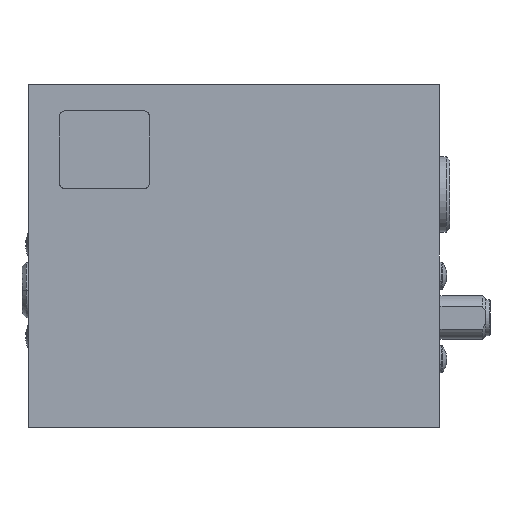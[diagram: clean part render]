
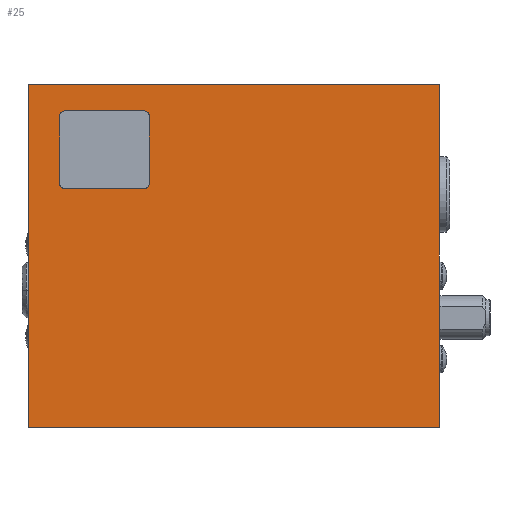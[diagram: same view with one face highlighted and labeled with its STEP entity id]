
A CAD part, front view. The second image highlights one B-rep face of the part: STEP entity #25.
In plain terms, the highlighted planar face has unit normal (0, -1, 0).
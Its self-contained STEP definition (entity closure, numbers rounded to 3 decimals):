
#25 = ADVANCED_FACE ( 'NONE', ( #22907, #40858 ), #27811, .T. ) ;
#152 = ORIENTED_EDGE ( 'NONE', *, *, #18414, .F. ) ;
#179 = VERTEX_POINT ( 'NONE', #16036 ) ;
#456 = VERTEX_POINT ( 'NONE', #36754 ) ;
#1182 = DIRECTION ( 'NONE',  ( 0., 0., 1. ) ) ;
#1250 = CARTESIAN_POINT ( 'NONE',  ( -24.8, 0., 21.195 ) ) ;
#1281 = ORIENTED_EDGE ( 'NONE', *, *, #43270, .F. ) ;
#1537 = DIRECTION ( 'NONE',  ( 0., 0., -1. ) ) ;
#2220 = LINE ( 'NONE', #30001, #29849 ) ;
#3615 = CARTESIAN_POINT ( 'NONE',  ( -30., 0., -25. ) ) ;
#4005 = ORIENTED_EDGE ( 'NONE', *, *, #34646, .F. ) ;
#4203 = CARTESIAN_POINT ( 'NONE',  ( -25.5, 0., 20.495 ) ) ;
#5547 = CARTESIAN_POINT ( 'NONE',  ( -24.8, 0., 21.195 ) ) ;
#5855 = DIRECTION ( 'NONE',  ( -1., 0., 0. ) ) ;
#5868 = CARTESIAN_POINT ( 'NONE',  ( -24.8, 0., 9.895 ) ) ;
#6026 = DIRECTION ( 'NONE',  ( 0., -1., 0. ) ) ;
#6381 = ORIENTED_EDGE ( 'NONE', *, *, #16594, .F. ) ;
#6847 = CARTESIAN_POINT ( 'NONE',  ( -30., 0., 25. ) ) ;
#7072 = LINE ( 'NONE', #5547, #44112 ) ;
#9054 = VECTOR ( 'NONE', #13803, 1000. ) ;
#9312 = CARTESIAN_POINT ( 'NONE',  ( -30., 0., 25. ) ) ;
#10186 = LINE ( 'NONE', #31931, #9054 ) ;
#10464 = DIRECTION ( 'NONE',  ( 1., 0., 0. ) ) ;
#11018 = VERTEX_POINT ( 'NONE', #17182 ) ;
#11800 = LINE ( 'NONE', #26359, #28719 ) ;
#12044 = DIRECTION ( 'NONE',  ( 0., 0., -1. ) ) ;
#12483 = EDGE_LOOP ( 'NONE', ( #6381, #22124, #33405, #31166, #1281, #24348, #40039, #18681 ) ) ;
#13781 = DIRECTION ( 'NONE',  ( 0., -1., 0. ) ) ;
#13803 = DIRECTION ( 'NONE',  ( 1., 0., 0. ) ) ;
#14361 = VERTEX_POINT ( 'NONE', #27547 ) ;
#14520 = DIRECTION ( 'NONE',  ( -1., 0., 0. ) ) ;
#14943 = DIRECTION ( 'NONE',  ( 0., -1., 0. ) ) ;
#15119 = CARTESIAN_POINT ( 'NONE',  ( -25.5, 0., 10.595 ) ) ;
#16036 = CARTESIAN_POINT ( 'NONE',  ( 30., 0., -25. ) ) ;
#16594 = EDGE_CURVE ( 'NONE', #43645, #456, #20728, .T. ) ;
#17182 = CARTESIAN_POINT ( 'NONE',  ( -12.4, 0., 20.495 ) ) ;
#17784 = CARTESIAN_POINT ( 'NONE',  ( -24.8, 0., 20.495 ) ) ;
#18106 = CARTESIAN_POINT ( 'NONE',  ( 30., 0., 25. ) ) ;
#18414 = EDGE_CURVE ( 'NONE', #179, #42244, #20168, .T. ) ;
#18681 = ORIENTED_EDGE ( 'NONE', *, *, #34638, .F. ) ;
#19326 = CARTESIAN_POINT ( 'NONE',  ( -13.1, 0., 21.195 ) ) ;
#19652 = CIRCLE ( 'NONE', #21685, 0.7 ) ;
#19777 = ORIENTED_EDGE ( 'NONE', *, *, #40222, .F. ) ;
#20168 = LINE ( 'NONE', #3615, #29780 ) ;
#20191 = LINE ( 'NONE', #9312, #42034 ) ;
#20728 = CIRCLE ( 'NONE', #24435, 0.7 ) ;
#20762 = AXIS2_PLACEMENT_3D ( 'NONE', #29422, #29376, #1537 ) ;
#21387 = DIRECTION ( 'NONE',  ( 0., 0., 1. ) ) ;
#21685 = AXIS2_PLACEMENT_3D ( 'NONE', #36466, #14943, #40034 ) ;
#22124 = ORIENTED_EDGE ( 'NONE', *, *, #34384, .F. ) ;
#22907 = FACE_BOUND ( 'NONE', #12483, .T. ) ;
#23879 = CARTESIAN_POINT ( 'NONE',  ( -13.1, 0., 9.895 ) ) ;
#24348 = ORIENTED_EDGE ( 'NONE', *, *, #36138, .F. ) ;
#24435 = AXIS2_PLACEMENT_3D ( 'NONE', #35330, #13781, #38905 ) ;
#25532 = VERTEX_POINT ( 'NONE', #18106 ) ;
#25607 = VERTEX_POINT ( 'NONE', #4203 ) ;
#25610 = EDGE_CURVE ( 'NONE', #25607, #14361, #36934, .T. ) ;
#25727 = VERTEX_POINT ( 'NONE', #19326 ) ;
#26350 = VERTEX_POINT ( 'NONE', #5868 ) ;
#26359 = CARTESIAN_POINT ( 'NONE',  ( 30., 0., 25. ) ) ;
#26850 = CARTESIAN_POINT ( 'NONE',  ( -30., 0., 25. ) ) ;
#27127 = EDGE_CURVE ( 'NONE', #14361, #26350, #19652, .T. ) ;
#27547 = CARTESIAN_POINT ( 'NONE',  ( -25.5, 0., 10.595 ) ) ;
#27612 = CARTESIAN_POINT ( 'NONE',  ( -13.1, 0., 20.495 ) ) ;
#27811 = PLANE ( 'NONE',  #20762 ) ;
#28719 = VECTOR ( 'NONE', #12044, 1000. ) ;
#29190 = VERTEX_POINT ( 'NONE', #26850 ) ;
#29376 = DIRECTION ( 'NONE',  ( 0., -1., 0. ) ) ;
#29422 = CARTESIAN_POINT ( 'NONE',  ( -30., 0., -25. ) ) ;
#29520 = LINE ( 'NONE', #6847, #37909 ) ;
#29780 = VECTOR ( 'NONE', #14520, 1000. ) ;
#29849 = VECTOR ( 'NONE', #1182, 1000. ) ;
#30001 = CARTESIAN_POINT ( 'NONE',  ( -12.4, 0., 10.595 ) ) ;
#30178 = AXIS2_PLACEMENT_3D ( 'NONE', #17784, #42832, #21387 ) ;
#30239 = AXIS2_PLACEMENT_3D ( 'NONE', #27612, #6026, #31249 ) ;
#31087 = CARTESIAN_POINT ( 'NONE',  ( -30., 0., -25. ) ) ;
#31166 = ORIENTED_EDGE ( 'NONE', *, *, #25610, .F. ) ;
#31249 = DIRECTION ( 'NONE',  ( 0., 0., -1. ) ) ;
#31812 = VERTEX_POINT ( 'NONE', #1250 ) ;
#31931 = CARTESIAN_POINT ( 'NONE',  ( -24.8, 0., 9.895 ) ) ;
#32772 = EDGE_LOOP ( 'NONE', ( #39479, #152, #4005, #19777 ) ) ;
#33405 = ORIENTED_EDGE ( 'NONE', *, *, #27127, .F. ) ;
#34384 = EDGE_CURVE ( 'NONE', #26350, #43645, #10186, .T. ) ;
#34514 = DIRECTION ( 'NONE',  ( 0., 0., 1. ) ) ;
#34638 = EDGE_CURVE ( 'NONE', #456, #11018, #2220, .T. ) ;
#34646 = EDGE_CURVE ( 'NONE', #25532, #179, #11800, .T. ) ;
#35306 = EDGE_CURVE ( 'NONE', #42244, #29190, #20191, .T. ) ;
#35330 = CARTESIAN_POINT ( 'NONE',  ( -13.1, 0., 10.595 ) ) ;
#35838 = VECTOR ( 'NONE', #43768, 1000. ) ;
#36138 = EDGE_CURVE ( 'NONE', #25727, #31812, #7072, .T. ) ;
#36466 = CARTESIAN_POINT ( 'NONE',  ( -24.8, 0., 10.595 ) ) ;
#36754 = CARTESIAN_POINT ( 'NONE',  ( -12.4, 0., 10.595 ) ) ;
#36917 = CIRCLE ( 'NONE', #30239, 0.7 ) ;
#36934 = LINE ( 'NONE', #15119, #35838 ) ;
#37909 = VECTOR ( 'NONE', #10464, 1000. ) ;
#38905 = DIRECTION ( 'NONE',  ( 0., 0., -1. ) ) ;
#39380 = CIRCLE ( 'NONE', #30178, 0.7 ) ;
#39479 = ORIENTED_EDGE ( 'NONE', *, *, #35306, .F. ) ;
#40034 = DIRECTION ( 'NONE',  ( 0., 0., -1. ) ) ;
#40039 = ORIENTED_EDGE ( 'NONE', *, *, #44159, .F. ) ;
#40222 = EDGE_CURVE ( 'NONE', #29190, #25532, #29520, .T. ) ;
#40858 = FACE_OUTER_BOUND ( 'NONE', #32772, .T. ) ;
#42034 = VECTOR ( 'NONE', #34514, 1000. ) ;
#42244 = VERTEX_POINT ( 'NONE', #31087 ) ;
#42832 = DIRECTION ( 'NONE',  ( 0., -1., 0. ) ) ;
#43270 = EDGE_CURVE ( 'NONE', #31812, #25607, #39380, .T. ) ;
#43645 = VERTEX_POINT ( 'NONE', #23879 ) ;
#43768 = DIRECTION ( 'NONE',  ( 0., 0., -1. ) ) ;
#44112 = VECTOR ( 'NONE', #5855, 1000. ) ;
#44159 = EDGE_CURVE ( 'NONE', #11018, #25727, #36917, .T. ) ;
